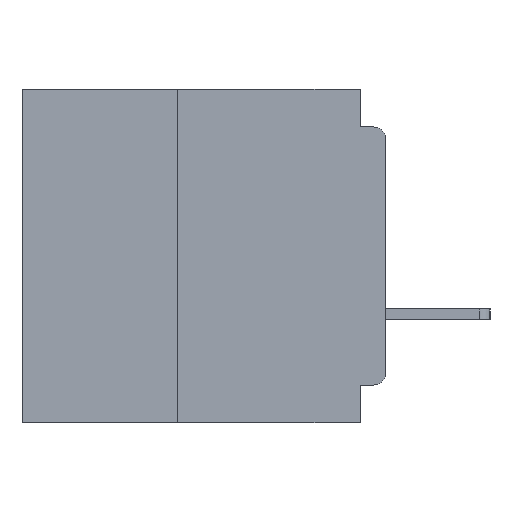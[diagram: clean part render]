
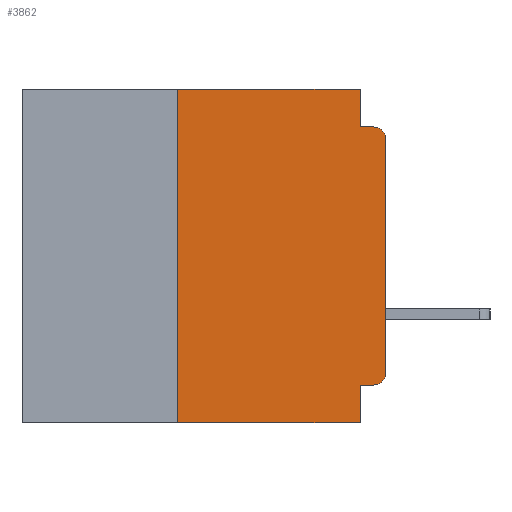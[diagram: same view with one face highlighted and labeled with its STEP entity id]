
A CAD part, left-side view. The second image highlights one B-rep face of the part: STEP entity #3862.
In plain terms, the highlighted planar face has unit normal (-1, 0, 0).
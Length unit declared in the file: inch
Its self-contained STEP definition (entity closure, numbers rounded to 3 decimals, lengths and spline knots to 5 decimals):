
#769 = DIRECTION ( 'NONE',  ( 0., 0., -1. ) ) ;
#1065 = EDGE_CURVE ( 'NONE', #6879, #2775, #9085, .T. ) ;
#2096 = VECTOR ( 'NONE', #769, 39.37008 ) ;
#2215 = DIRECTION ( 'NONE',  ( 0., -1., 0. ) ) ;
#2775 = VERTEX_POINT ( 'NONE', #20935 ) ;
#3295 = VERTEX_POINT ( 'NONE', #33848 ) ;
#3862 = ADVANCED_FACE ( 'NONE', ( #37730 ), #26933, .F. ) ;
#4420 = VECTOR ( 'NONE', #15485, 39.37008 ) ;
#4576 = EDGE_CURVE ( 'NONE', #23628, #27914, #18875, .T. ) ;
#4984 = LINE ( 'NONE', #32399, #20846 ) ;
#5592 = DIRECTION ( 'NONE',  ( 0., 1., 0. ) ) ;
#5686 = EDGE_CURVE ( 'NONE', #6879, #9442, #20342, .T. ) ;
#6025 = EDGE_CURVE ( 'NONE', #27914, #38335, #13483, .T. ) ;
#6085 = CARTESIAN_POINT ( 'NONE',  ( 0., 0.031, 0. ) ) ;
#6235 = CIRCLE ( 'NONE', #37278, 0.015 ) ;
#6340 = EDGE_LOOP ( 'NONE', ( #13010, #39933, #14486, #32759, #32821, #33035, #26066, #40043, #7755, #16160 ) ) ;
#6879 = VERTEX_POINT ( 'NONE', #30282 ) ;
#7755 = ORIENTED_EDGE ( 'NONE', *, *, #20455, .F. ) ;
#7974 = EDGE_CURVE ( 'NONE', #3295, #20346, #13823, .T. ) ;
#9085 = LINE ( 'NONE', #17901, #26325 ) ;
#9280 = VECTOR ( 'NONE', #39770, 39.37008 ) ;
#9442 = VERTEX_POINT ( 'NONE', #43367 ) ;
#9531 = CARTESIAN_POINT ( 'NONE',  ( 0., 0., -0.34 ) ) ;
#10213 = DIRECTION ( 'NONE',  ( 0., 0., -1. ) ) ;
#11443 = EDGE_CURVE ( 'NONE', #38335, #38673, #6235, .T. ) ;
#12240 = LINE ( 'NONE', #17775, #2096 ) ;
#13010 = ORIENTED_EDGE ( 'NONE', *, *, #6025, .T. ) ;
#13483 = LINE ( 'NONE', #35522, #4420 ) ;
#13823 = LINE ( 'NONE', #6085, #30565 ) ;
#14486 = ORIENTED_EDGE ( 'NONE', *, *, #36121, .F. ) ;
#15485 = DIRECTION ( 'NONE',  ( 0., 0., 1. ) ) ;
#16160 = ORIENTED_EDGE ( 'NONE', *, *, #4576, .T. ) ;
#16986 = EDGE_CURVE ( 'NONE', #9442, #3295, #41864, .T. ) ;
#17536 = DIRECTION ( 'NONE',  ( -1., 0., 0. ) ) ;
#17775 = CARTESIAN_POINT ( 'NONE',  ( 0., 0.031, -0.4 ) ) ;
#17829 = DIRECTION ( 'NONE',  ( 0., -1., 0. ) ) ;
#17901 = CARTESIAN_POINT ( 'NONE',  ( 0., 0.437, -0.4 ) ) ;
#18133 = CARTESIAN_POINT ( 'NONE',  ( 0., 0.015, -0.06 ) ) ;
#18875 = CIRCLE ( 'NONE', #21424, 0.015 ) ;
#19059 = DIRECTION ( 'NONE',  ( 0., -1., 0. ) ) ;
#19470 = CARTESIAN_POINT ( 'NONE',  ( 0., 0., -0.06 ) ) ;
#19783 = CARTESIAN_POINT ( 'NONE',  ( 0., 0.25, -0.4 ) ) ;
#20213 = CARTESIAN_POINT ( 'NONE',  ( 0., 0.437, 0. ) ) ;
#20342 = LINE ( 'NONE', #19783, #9280 ) ;
#20346 = VERTEX_POINT ( 'NONE', #41831 ) ;
#20455 = EDGE_CURVE ( 'NONE', #23628, #38150, #21232, .T. ) ;
#20846 = VECTOR ( 'NONE', #2215, 39.37008 ) ;
#20935 = CARTESIAN_POINT ( 'NONE',  ( 0., 0.031, -0.4 ) ) ;
#21232 = LINE ( 'NONE', #22414, #29055 ) ;
#21424 = AXIS2_PLACEMENT_3D ( 'NONE', #37523, #17536, #40885 ) ;
#21460 = DIRECTION ( 'NONE',  ( 0., 0., -1. ) ) ;
#22414 = CARTESIAN_POINT ( 'NONE',  ( 0., 0., -0.355 ) ) ;
#22949 = CARTESIAN_POINT ( 'NONE',  ( 0., 0.015, -0.355 ) ) ;
#23628 = VERTEX_POINT ( 'NONE', #22949 ) ;
#24577 = CARTESIAN_POINT ( 'NONE',  ( 0., 0.015, -0.045 ) ) ;
#25331 = AXIS2_PLACEMENT_3D ( 'NONE', #20213, #30281, #10213 ) ;
#26066 = ORIENTED_EDGE ( 'NONE', *, *, #1065, .T. ) ;
#26325 = VECTOR ( 'NONE', #17829, 39.37008 ) ;
#26933 = PLANE ( 'NONE',  #25331 ) ;
#27914 = VERTEX_POINT ( 'NONE', #9531 ) ;
#28968 = CARTESIAN_POINT ( 'NONE',  ( 0., 0.437, 0. ) ) ;
#29055 = VECTOR ( 'NONE', #5592, 39.37008 ) ;
#30281 = DIRECTION ( 'NONE',  ( 1., 0., 0. ) ) ;
#30282 = CARTESIAN_POINT ( 'NONE',  ( 0., 0.25, -0.4 ) ) ;
#30565 = VECTOR ( 'NONE', #32956, 39.37008 ) ;
#32399 = CARTESIAN_POINT ( 'NONE',  ( 0., 0., -0.045 ) ) ;
#32759 = ORIENTED_EDGE ( 'NONE', *, *, #7974, .F. ) ;
#32821 = ORIENTED_EDGE ( 'NONE', *, *, #16986, .F. ) ;
#32956 = DIRECTION ( 'NONE',  ( 0., 0., -1. ) ) ;
#32988 = VECTOR ( 'NONE', #19059, 39.37008 ) ;
#33035 = ORIENTED_EDGE ( 'NONE', *, *, #5686, .F. ) ;
#33848 = CARTESIAN_POINT ( 'NONE',  ( 0., 0.031, 0. ) ) ;
#35522 = CARTESIAN_POINT ( 'NONE',  ( 0., 0., 0. ) ) ;
#36121 = EDGE_CURVE ( 'NONE', #20346, #38673, #4984, .T. ) ;
#37278 = AXIS2_PLACEMENT_3D ( 'NONE', #18133, #41456, #21460 ) ;
#37523 = CARTESIAN_POINT ( 'NONE',  ( 0., 0.015, -0.34 ) ) ;
#37730 = FACE_OUTER_BOUND ( 'NONE', #6340, .T. ) ;
#38037 = EDGE_CURVE ( 'NONE', #38150, #2775, #12240, .T. ) ;
#38150 = VERTEX_POINT ( 'NONE', #38327 ) ;
#38327 = CARTESIAN_POINT ( 'NONE',  ( 0., 0.031, -0.355 ) ) ;
#38335 = VERTEX_POINT ( 'NONE', #19470 ) ;
#38673 = VERTEX_POINT ( 'NONE', #24577 ) ;
#39770 = DIRECTION ( 'NONE',  ( 0., 0., 1. ) ) ;
#39933 = ORIENTED_EDGE ( 'NONE', *, *, #11443, .T. ) ;
#40043 = ORIENTED_EDGE ( 'NONE', *, *, #38037, .F. ) ;
#40885 = DIRECTION ( 'NONE',  ( 0., 0., -1. ) ) ;
#41456 = DIRECTION ( 'NONE',  ( -1., 0., 0. ) ) ;
#41831 = CARTESIAN_POINT ( 'NONE',  ( 0., 0.031, -0.045 ) ) ;
#41864 = LINE ( 'NONE', #28968, #32988 ) ;
#43367 = CARTESIAN_POINT ( 'NONE',  ( 0., 0.25, 0. ) ) ;
